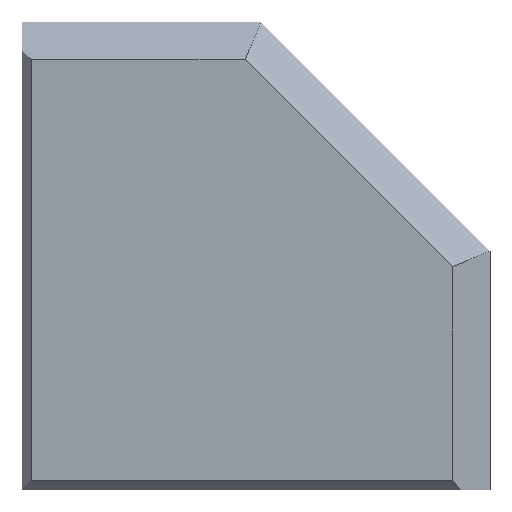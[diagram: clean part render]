
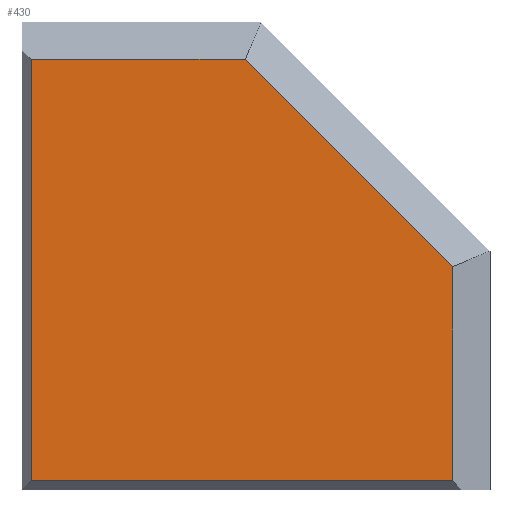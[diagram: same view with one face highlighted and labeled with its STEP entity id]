
A CAD part, top view. The second image highlights one B-rep face of the part: STEP entity #430.
In plain terms, the highlighted planar face has unit normal (0, 0, 1).
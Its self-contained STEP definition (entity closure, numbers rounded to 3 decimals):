
#32=PLANE('',#479);
#54=FACE_OUTER_BOUND('',#83,.T.);
#83=EDGE_LOOP('',(#376,#377,#378,#379,#380));
#123=LINE('',#697,#169);
#125=LINE('',#702,#171);
#129=LINE('',#708,#175);
#132=LINE('',#715,#178);
#134=LINE('',#718,#180);
#169=VECTOR('',#566,10.);
#171=VECTOR('',#570,10.);
#175=VECTOR('',#576,10.);
#178=VECTOR('',#583,10.);
#180=VECTOR('',#587,10.);
#224=VERTEX_POINT('',#694);
#225=VERTEX_POINT('',#696);
#226=VERTEX_POINT('',#700);
#227=VERTEX_POINT('',#701);
#230=VERTEX_POINT('',#714);
#273=EDGE_CURVE('',#224,#225,#123,.T.);
#275=EDGE_CURVE('',#226,#227,#125,.T.);
#279=EDGE_CURVE('',#225,#226,#129,.T.);
#282=EDGE_CURVE('',#227,#230,#132,.T.);
#284=EDGE_CURVE('',#230,#224,#134,.T.);
#376=ORIENTED_EDGE('',*,*,#273,.F.);
#377=ORIENTED_EDGE('',*,*,#284,.F.);
#378=ORIENTED_EDGE('',*,*,#282,.F.);
#379=ORIENTED_EDGE('',*,*,#275,.F.);
#380=ORIENTED_EDGE('',*,*,#279,.F.);
#430=ADVANCED_FACE('',(#54),#32,.T.);
#479=AXIS2_PLACEMENT_3D('',#717,#585,#586);
#566=DIRECTION('',(1.,0.,0.));
#570=DIRECTION('',(0.,-1.,0.));
#576=DIRECTION('',(0.707,-0.707,0.));
#583=DIRECTION('',(-1.,0.,0.));
#585=DIRECTION('center_axis',(0.,0.,1.));
#586=DIRECTION('ref_axis',(-1.,0.,0.));
#587=DIRECTION('',(0.,1.,0.));
#694=CARTESIAN_POINT('',(126.,46.,9.));
#696=CARTESIAN_POINT('',(148.843,46.,9.));
#697=CARTESIAN_POINT('',(140.,46.,9.));
#700=CARTESIAN_POINT('',(171.,23.843,9.));
#701=CARTESIAN_POINT('',(171.,1.,9.));
#702=CARTESIAN_POINT('',(171.,20.,9.));
#708=CARTESIAN_POINT('',(166.047,28.797,9.));
#714=CARTESIAN_POINT('',(126.,1.,9.));
#715=CARTESIAN_POINT('',(140.,1.,9.));
#717=CARTESIAN_POINT('Origin',(155.,30.,9.));
#718=CARTESIAN_POINT('',(126.,45.,9.));
